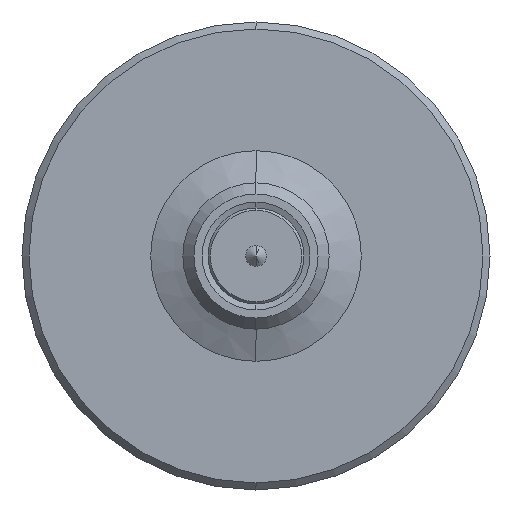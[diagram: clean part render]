
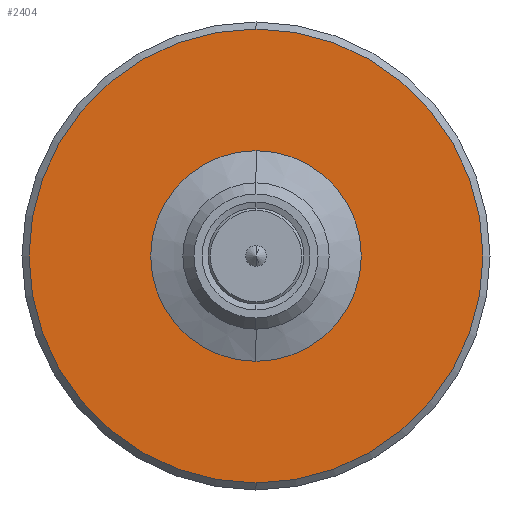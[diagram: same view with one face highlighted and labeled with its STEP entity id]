
A CAD part, left-side view. The second image highlights one B-rep face of the part: STEP entity #2404.
In plain terms, the highlighted planar face has unit normal (-1, 0, 0).
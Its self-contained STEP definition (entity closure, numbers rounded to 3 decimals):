
#220 = DIRECTION ( 'NONE',  ( -1., 0., 0. ) ) ;
#273 = VERTEX_POINT ( 'NONE', #478 ) ;
#478 = CARTESIAN_POINT ( 'NONE',  ( -5.385, 0., -9.7 ) ) ;
#507 = CARTESIAN_POINT ( 'NONE',  ( -5.385, 0., 0. ) ) ;
#599 = AXIS2_PLACEMENT_3D ( 'NONE', #3228, #2737, #1713 ) ;
#639 = CARTESIAN_POINT ( 'NONE',  ( -5.385, 0., 0. ) ) ;
#727 = ORIENTED_EDGE ( 'NONE', *, *, #1954, .T. ) ;
#755 = AXIS2_PLACEMENT_3D ( 'NONE', #507, #220, #1753 ) ;
#759 = CIRCLE ( 'NONE', #1823, 4.5 ) ;
#857 = FACE_OUTER_BOUND ( 'NONE', #1838, .T. ) ;
#1072 = AXIS2_PLACEMENT_3D ( 'NONE', #2832, #1306, #3113 ) ;
#1135 = DIRECTION ( 'NONE',  ( 0., 0., 1. ) ) ;
#1142 = CIRCLE ( 'NONE', #2155, 9.7 ) ;
#1219 = PLANE ( 'NONE',  #599 ) ;
#1227 = ORIENTED_EDGE ( 'NONE', *, *, #2958, .T. ) ;
#1306 = DIRECTION ( 'NONE',  ( -1., 0., 0. ) ) ;
#1378 = EDGE_CURVE ( 'NONE', #3265, #1920, #3021, .T. ) ;
#1556 = CARTESIAN_POINT ( 'NONE',  ( -5.385, 0., 0. ) ) ;
#1632 = ORIENTED_EDGE ( 'NONE', *, *, #2188, .F. ) ;
#1679 = CARTESIAN_POINT ( 'NONE',  ( -5.385, 0., -4.5 ) ) ;
#1713 = DIRECTION ( 'NONE',  ( 0., 0., -1. ) ) ;
#1753 = DIRECTION ( 'NONE',  ( 0., 0., 1. ) ) ;
#1823 = AXIS2_PLACEMENT_3D ( 'NONE', #639, #2402, #1135 ) ;
#1831 = DIRECTION ( 'NONE',  ( 0., 0., 1. ) ) ;
#1838 = EDGE_LOOP ( 'NONE', ( #727, #1227 ) ) ;
#1920 = VERTEX_POINT ( 'NONE', #3337 ) ;
#1954 = EDGE_CURVE ( 'NONE', #273, #2773, #1997, .T. ) ;
#1997 = CIRCLE ( 'NONE', #755, 9.7 ) ;
#2155 = AXIS2_PLACEMENT_3D ( 'NONE', #1556, #3118, #1831 ) ;
#2188 = EDGE_CURVE ( 'NONE', #1920, #3265, #759, .T. ) ;
#2402 = DIRECTION ( 'NONE',  ( -1., 0., 0. ) ) ;
#2404 = ADVANCED_FACE ( 'NONE', ( #2898, #857 ), #1219, .F. ) ;
#2478 = ORIENTED_EDGE ( 'NONE', *, *, #1378, .F. ) ;
#2737 = DIRECTION ( 'NONE',  ( 1., 0., 0. ) ) ;
#2773 = VERTEX_POINT ( 'NONE', #3064 ) ;
#2832 = CARTESIAN_POINT ( 'NONE',  ( -5.385, 0., 0. ) ) ;
#2898 = FACE_BOUND ( 'NONE', #2921, .T. ) ;
#2921 = EDGE_LOOP ( 'NONE', ( #1632, #2478 ) ) ;
#2958 = EDGE_CURVE ( 'NONE', #2773, #273, #1142, .T. ) ;
#3021 = CIRCLE ( 'NONE', #1072, 4.5 ) ;
#3064 = CARTESIAN_POINT ( 'NONE',  ( -5.385, 0., 9.7 ) ) ;
#3113 = DIRECTION ( 'NONE',  ( 0., 0., 1. ) ) ;
#3118 = DIRECTION ( 'NONE',  ( -1., 0., 0. ) ) ;
#3228 = CARTESIAN_POINT ( 'NONE',  ( -5.385, 9.7, 0. ) ) ;
#3265 = VERTEX_POINT ( 'NONE', #1679 ) ;
#3337 = CARTESIAN_POINT ( 'NONE',  ( -5.385, 0., 4.5 ) ) ;
